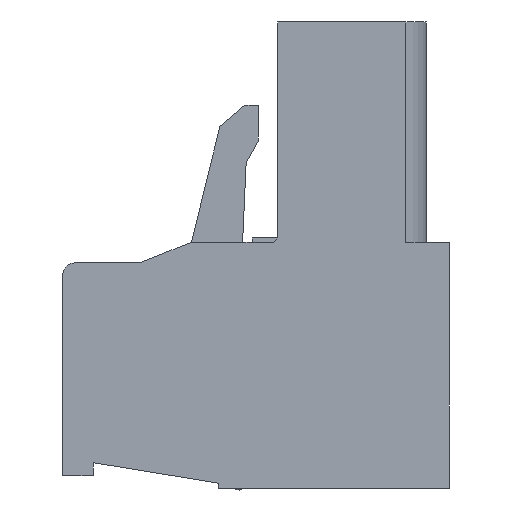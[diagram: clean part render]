
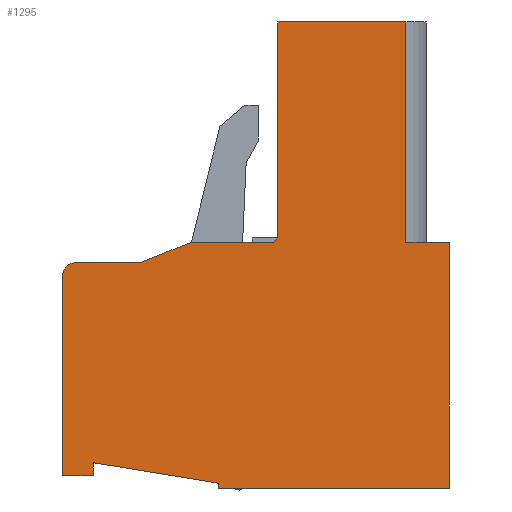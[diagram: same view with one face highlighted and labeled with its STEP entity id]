
A CAD part, front view. The second image highlights one B-rep face of the part: STEP entity #1295.
In plain terms, the highlighted planar face has unit normal (0, -1, 0).
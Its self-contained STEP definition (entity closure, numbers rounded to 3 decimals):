
#1295 = ADVANCED_FACE( '', ( #3132 ), #3133, .T. );
#3132 = FACE_OUTER_BOUND( '', #5737, .T. );
#3133 = PLANE( '', #5738 );
#5737 = EDGE_LOOP( '', ( #8904, #8905, #8906, #8907, #8908, #8909, #8910, #8911, #8912, #8913, #8914, #8915, #8916, #8917, #8918, #8919 ) );
#5738 = AXIS2_PLACEMENT_3D( '', #8920, #8921, #8922 );
#8904 = ORIENTED_EDGE( '', *, *, #16028, .T. );
#8905 = ORIENTED_EDGE( '', *, *, #15941, .T. );
#8906 = ORIENTED_EDGE( '', *, *, #16029, .T. );
#8907 = ORIENTED_EDGE( '', *, *, #16030, .T. );
#8908 = ORIENTED_EDGE( '', *, *, #16031, .T. );
#8909 = ORIENTED_EDGE( '', *, *, #15561, .T. );
#8910 = ORIENTED_EDGE( '', *, *, #16032, .T. );
#8911 = ORIENTED_EDGE( '', *, *, #16033, .T. );
#8912 = ORIENTED_EDGE( '', *, *, #16034, .T. );
#8913 = ORIENTED_EDGE( '', *, *, #16035, .T. );
#8914 = ORIENTED_EDGE( '', *, *, #15766, .T. );
#8915 = ORIENTED_EDGE( '', *, *, #16036, .T. );
#8916 = ORIENTED_EDGE( '', *, *, #16037, .T. );
#8917 = ORIENTED_EDGE( '', *, *, #16038, .T. );
#8918 = ORIENTED_EDGE( '', *, *, #16039, .T. );
#8919 = ORIENTED_EDGE( '', *, *, #15914, .T. );
#8920 = CARTESIAN_POINT( '', ( 0., -25.67, 0. ) );
#8921 = DIRECTION( '', ( 0., -1., 0. ) );
#8922 = DIRECTION( '', ( 0., 0., -1. ) );
#15561 = EDGE_CURVE( '', #18554, #18559, #18561, .T. );
#15766 = EDGE_CURVE( '', #18921, #18923, #18925, .T. );
#15914 = EDGE_CURVE( '', #19185, #19183, #19186, .T. );
#15941 = EDGE_CURVE( '', #19232, #19233, #19234, .T. );
#16028 = EDGE_CURVE( '', #19183, #19232, #19374, .T. );
#16029 = EDGE_CURVE( '', #19233, #19375, #19376, .T. );
#16030 = EDGE_CURVE( '', #19375, #19377, #19378, .T. );
#16031 = EDGE_CURVE( '', #19377, #18554, #19379, .T. );
#16032 = EDGE_CURVE( '', #18559, #19380, #19381, .T. );
#16033 = EDGE_CURVE( '', #19380, #19382, #19383, .T. );
#16034 = EDGE_CURVE( '', #19382, #19384, #19385, .T. );
#16035 = EDGE_CURVE( '', #19384, #18921, #19386, .T. );
#16036 = EDGE_CURVE( '', #18923, #19387, #19388, .T. );
#16037 = EDGE_CURVE( '', #19387, #19389, #19390, .T. );
#16038 = EDGE_CURVE( '', #19389, #19391, #19392, .T. );
#16039 = EDGE_CURVE( '', #19391, #19185, #19393, .T. );
#18554 = VERTEX_POINT( '', #22956 );
#18559 = VERTEX_POINT( '', #22963 );
#18561 = LINE( '', #22966, #22967 );
#18921 = VERTEX_POINT( '', #23471 );
#18923 = VERTEX_POINT( '', #23474 );
#18925 = LINE( '', #23477, #23478 );
#19183 = VERTEX_POINT( '', #23841 );
#19185 = VERTEX_POINT( '', #23844 );
#19186 = LINE( '', #23845, #23846 );
#19232 = VERTEX_POINT( '', #23911 );
#19233 = VERTEX_POINT( '', #23912 );
#19234 = CIRCLE( '', #23913, 0.5 );
#19374 = LINE( '', #24117, #24118 );
#19375 = VERTEX_POINT( '', #24119 );
#19376 = LINE( '', #24120, #24121 );
#19377 = VERTEX_POINT( '', #24122 );
#19378 = LINE( '', #24123, #24124 );
#19379 = LINE( '', #24125, #24126 );
#19380 = VERTEX_POINT( '', #24127 );
#19381 = LINE( '', #24128, #24129 );
#19382 = VERTEX_POINT( '', #24130 );
#19383 = LINE( '', #24131, #24132 );
#19384 = VERTEX_POINT( '', #24133 );
#19385 = LINE( '', #24134, #24135 );
#19386 = LINE( '', #24136, #24137 );
#19387 = VERTEX_POINT( '', #24138 );
#19388 = LINE( '', #24139, #24140 );
#19389 = VERTEX_POINT( '', #24141 );
#19390 = LINE( '', #24142, #24143 );
#19391 = VERTEX_POINT( '', #24144 );
#19392 = LINE( '', #24145, #24146 );
#19393 = LINE( '', #24147, #24148 );
#22956 = CARTESIAN_POINT( '', ( -10.1, -25.67, -3.65 ) );
#22963 = CARTESIAN_POINT( '', ( -5.2, -25.67, -4.45 ) );
#22966 = CARTESIAN_POINT( '', ( -10.1, -25.67, -3.65 ) );
#22967 = VECTOR( '', #29082, 1000. );
#23471 = CARTESIAN_POINT( '', ( 2.1, -25.67, 4.95 ) );
#23474 = CARTESIAN_POINT( '', ( 2.1, -25.67, 13.55 ) );
#23477 = CARTESIAN_POINT( '', ( 2.1, -25.67, -42.975 ) );
#23478 = VECTOR( '', #29286, 1000. );
#23841 = CARTESIAN_POINT( '', ( -8.3, -25.67, 4.15 ) );
#23844 = CARTESIAN_POINT( '', ( -6.274, -25.67, 4.95 ) );
#23845 = CARTESIAN_POINT( '', ( -6.274, -25.67, 4.95 ) );
#23846 = VECTOR( '', #29444, 1000. );
#23911 = CARTESIAN_POINT( '', ( -10.8, -25.67, 4.15 ) );
#23912 = CARTESIAN_POINT( '', ( -11.3, -25.67, 3.65 ) );
#23913 = AXIS2_PLACEMENT_3D( '', #29470, #29471, #29472 );
#24117 = CARTESIAN_POINT( '', ( -8.3, -25.67, 4.15 ) );
#24118 = VECTOR( '', #29552, 1000. );
#24119 = CARTESIAN_POINT( '', ( -11.3, -25.67, -4.15 ) );
#24120 = CARTESIAN_POINT( '', ( -11.3, -25.67, 4.15 ) );
#24121 = VECTOR( '', #29553, 1000. );
#24122 = CARTESIAN_POINT( '', ( -10.1, -25.67, -4.15 ) );
#24123 = CARTESIAN_POINT( '', ( -11.3, -25.67, -4.15 ) );
#24124 = VECTOR( '', #29554, 1000. );
#24125 = CARTESIAN_POINT( '', ( -10.1, -25.67, -4.15 ) );
#24126 = VECTOR( '', #29555, 1000. );
#24127 = CARTESIAN_POINT( '', ( -5.2, -25.67, -4.65 ) );
#24128 = CARTESIAN_POINT( '', ( -5.2, -25.67, -4.45 ) );
#24129 = VECTOR( '', #29556, 1000. );
#24130 = CARTESIAN_POINT( '', ( 3.8, -25.67, -4.65 ) );
#24131 = CARTESIAN_POINT( '', ( -5.2, -25.67, -4.65 ) );
#24132 = VECTOR( '', #29557, 1000. );
#24133 = CARTESIAN_POINT( '', ( 3.8, -25.67, 4.95 ) );
#24134 = CARTESIAN_POINT( '', ( 3.8, -25.67, -4.65 ) );
#24135 = VECTOR( '', #29558, 1000. );
#24136 = CARTESIAN_POINT( '', ( 3.8, -25.67, 4.95 ) );
#24137 = VECTOR( '', #29559, 1000. );
#24138 = CARTESIAN_POINT( '', ( -2.9, -25.67, 13.55 ) );
#24139 = CARTESIAN_POINT( '', ( 2.9, -25.67, 13.55 ) );
#24140 = VECTOR( '', #29560, 1000. );
#24141 = CARTESIAN_POINT( '', ( -2.9, -25.67, 5.124 ) );
#24142 = CARTESIAN_POINT( '', ( -2.9, -25.67, 13.55 ) );
#24143 = VECTOR( '', #29561, 1000. );
#24144 = CARTESIAN_POINT( '', ( -3.074, -25.67, 4.95 ) );
#24145 = CARTESIAN_POINT( '', ( -2.9, -25.67, 5.124 ) );
#24146 = VECTOR( '', #29562, 1000. );
#24147 = CARTESIAN_POINT( '', ( -3.074, -25.67, 4.95 ) );
#24148 = VECTOR( '', #29563, 1000. );
#29082 = DIRECTION( '', ( 0.987, 0., -0.161 ) );
#29286 = DIRECTION( '', ( 0., 0., 1. ) );
#29444 = DIRECTION( '', ( -0.93, 0., -0.367 ) );
#29470 = CARTESIAN_POINT( '', ( -10.8, -25.67, 3.65 ) );
#29471 = DIRECTION( '', ( 0., -1., 0. ) );
#29472 = DIRECTION( '', ( 0., 0., -1. ) );
#29552 = DIRECTION( '', ( -1., 0., 0. ) );
#29553 = DIRECTION( '', ( 0., 0., -1. ) );
#29554 = DIRECTION( '', ( 1., 0., 0. ) );
#29555 = DIRECTION( '', ( 0., 0., 1. ) );
#29556 = DIRECTION( '', ( 0., 0., -1. ) );
#29557 = DIRECTION( '', ( 1., 0., 0. ) );
#29558 = DIRECTION( '', ( 0., 0., 1. ) );
#29559 = DIRECTION( '', ( -1., 0., 0. ) );
#29560 = DIRECTION( '', ( -1., 0., 0. ) );
#29561 = DIRECTION( '', ( 0., 0., -1. ) );
#29562 = DIRECTION( '', ( -0.707, 0., -0.707 ) );
#29563 = DIRECTION( '', ( -1., 0., 0. ) );
